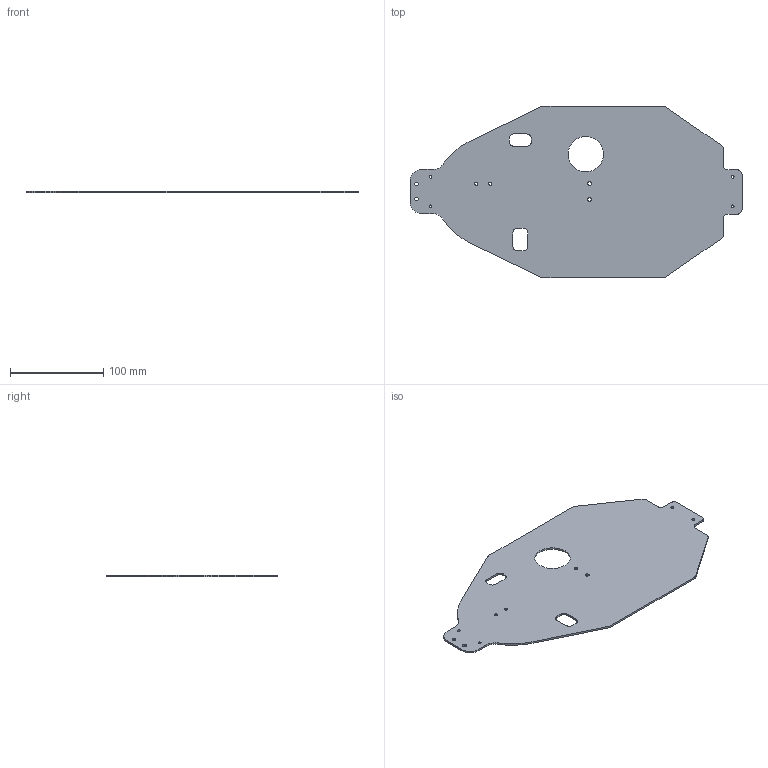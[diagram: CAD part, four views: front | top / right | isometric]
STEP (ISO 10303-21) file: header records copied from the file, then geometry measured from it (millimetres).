
FILE_DESCRIPTION(/* description */ (''),/* implementation_level */ '2;1');
FILE_NAME(/* name */ 'traxass_adapter v2.step',/* time_stamp */ '2024-08-05T12:58:49-07:00',/* author */ (''),/* organization */ (''),/* preprocessor_version */ 'ST-DEVELOPER v20',/* originating_system */ 'Autodesk Translation Framework v13.14.0.145',/* authorisation */ '');
FILE_SCHEMA (('AUTOMOTIVE_DESIGN { 1 0 10303 214 3 1 1 }'));
Length unit declared in the file: millimetre
Products named in the file (1): Car thing
Bounding box: 355.3 x 184.04 x 2 mm (x, y, z)
Volume: 94913.9 mm3; surface area: 97450.9 mm2
Topology: 1 solids, 1 shells, 59 faces, 171 edges, 114 vertices
Faces by surface type: cylinder 35, plane 24
Full cylindrical faces by diameter (mm): 3 x4, 3.5 x2, 4 x4, 38 x1
Entity records: 2067 total; most frequent: DIRECTION 361, CARTESIAN_POINT 345, ORIENTED_EDGE 342, EDGE_CURVE 171, AXIS2_PLACEMENT_3D 130, VERTEX_POINT 114, LINE 101, VECTOR 101
